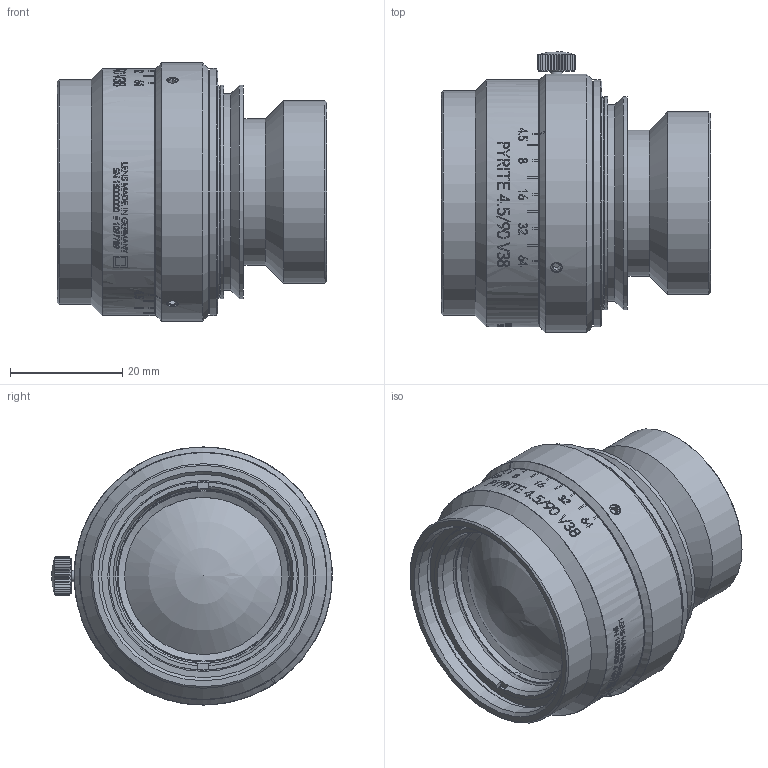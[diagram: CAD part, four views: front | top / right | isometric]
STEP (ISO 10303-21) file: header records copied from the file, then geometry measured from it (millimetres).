
FILE_DESCRIPTION(/* description */ (''),/* implementation_level */ '2;1');
FILE_NAME(/* name */ '1097789_00164222_002.stp',/* time_stamp */ '2021-11-09T11:36:36+01:00',/* author */ (''),/* organization */ (''),/* preprocessor_version */ 'ST-DEVELOPER v16',/* originating_system */ 'SIEMENS PLM Software NX 10.0',/* authorisation */ '');
FILE_SCHEMA (('AP203_CONFIGURATION_CONTROLLED_3D_DESIGN_OF_MECHANICAL_PARTS_AND_ASSEMBLIES_MIM_LF { 1 0 10303 403 2 1 2}'));
Length unit declared in the file: millimetre
Products named in the file (1): Froe55243C83aldx
Bounding box: 47.95 x 50 x 46 mm (x, y, z)
Volume: 49280.7 mm3; surface area: 14732 mm2
Topology: 1 solids, 6 shells, 414 faces, 1451 edges, 1204 vertices
Faces by surface type: cylinder 196, plane 175, cone 35, sphere 4, torus 4
Full cylindrical faces by diameter (mm): 1.7 x3, 1.9 x3, 2 x1, 2.05 x2, 2.7 x3, 24 x1, 24.014 x1, 26 x1, 28 x1, 30 x1, 30.337 x1, 31.1 x1, 31.2 x1, 32.5 x1, 33 x1, 33.5 x1, 34 x1, 35 x1, 36.2 x1, 37.3 x1, 38 x2, 39 x1, 39.5 x1, 40 x1, 44 x3, 46 x1
Entity records: 18098 total; most frequent: CARTESIAN_POINT 6948, ORIENTED_EDGE 2663, DIRECTION 1518, EDGE_CURVE 1354, VERTEX_POINT 1177, B_SPLINE_CURVE_WITH_KNOTS 843, EDGE_LOOP 648, AXIS2_PLACEMENT_3D 630
